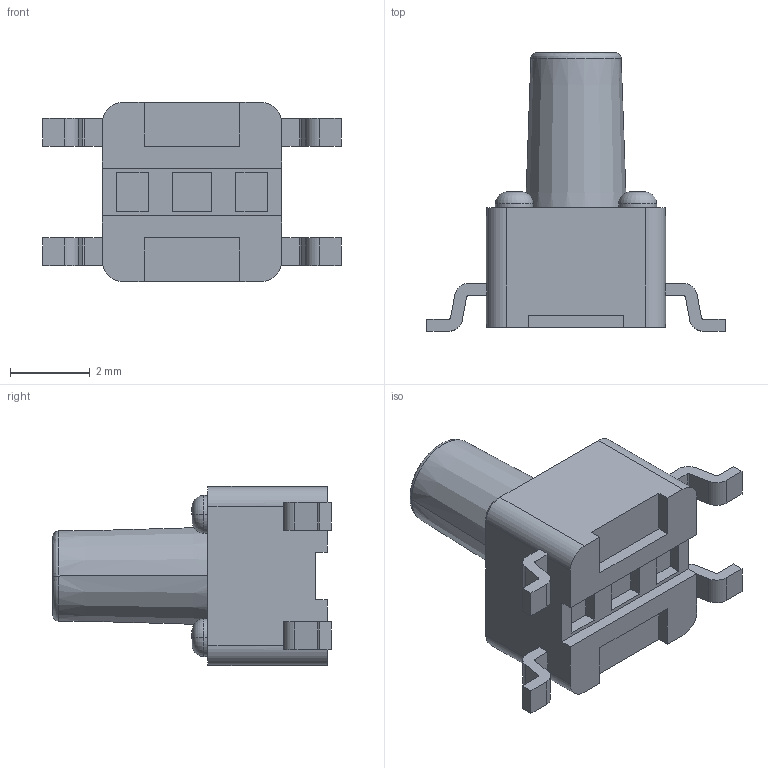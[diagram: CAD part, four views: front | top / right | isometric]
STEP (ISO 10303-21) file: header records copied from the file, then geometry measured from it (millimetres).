
FILE_DESCRIPTION (( 'STEP AP214' ), '1' );
FILE_NAME ('TL3305CF160QG.STEP', '2023-03-07T05:50:10', ( '' ), ( '' ), 'SwSTEP 2.0', 'SolidWorks 2017', '' );
FILE_SCHEMA (( 'AUTOMOTIVE_DESIGN' ));
Length unit declared in the file: millimetre
Products named in the file (2): TL3305CF160QG; TL3305CF160QG_TL3305CF160QG
Assembly tree (1 placements, depth 2):
  TL3305CF160QG
    TL3305CF160QG_TL3305CF160QG
Bounding box: 7.5 x 7 x 4.5 mm (x, y, z)
Volume: 63.7 mm3; surface area: 208.4 mm2
Topology: 5 solids, 5 shells, 209 faces, 537 edges, 350 vertices
Faces by surface type: plane 129, cylinder 67, torus 8, bspline 3, cone 2
Entity records: 9231 total; most frequent: CARTESIAN_POINT 1636, DIRECTION 1093, ORIENTED_EDGE 1070, EDGE_CURVE 535, AXIS2_PLACEMENT_3D 365, LINE 363, VECTOR 363, VERTEX_POINT 350
